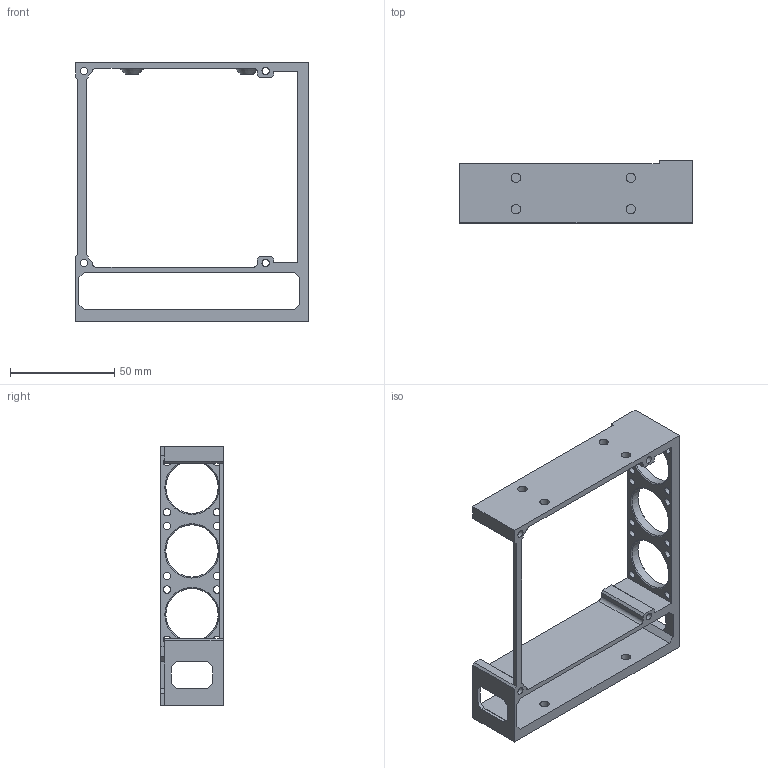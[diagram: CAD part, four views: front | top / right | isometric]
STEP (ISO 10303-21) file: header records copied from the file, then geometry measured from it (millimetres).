
FILE_DESCRIPTION(/* description */ (''),/* implementation_level */ '2;1');
FILE_NAME(/* name */ 'PCK CNC Controller mount.step',/* time_stamp */ '2024-11-17T21:14:35+01:00',/* author */ (''),/* organization */ (''),/* preprocessor_version */ 'ST-DEVELOPER v20',/* originating_system */ 'Autodesk Translation Framework v13.20.0.188',/* authorisation */ '');
FILE_SCHEMA (('AUTOMOTIVE_DESIGN { 1 0 10303 214 3 1 1 }'));
Length unit declared in the file: millimetre
Products named in the file (1): PCK CNC Controller mount
Bounding box: 111.5 x 29.9 x 124 mm (x, y, z)
Volume: 47245.4 mm3; surface area: 31824.1 mm2
Topology: 1 solids, 1 shells, 112 faces, 318 edges, 206 vertices
Faces by surface type: plane 71, cylinder 31, cone 10
Full cylindrical faces by diameter (mm): 3.5 x16, 4.5 x8, 25 x3
Entity records: 3814 total; most frequent: CARTESIAN_POINT 681, ORIENTED_EDGE 636, DIRECTION 616, EDGE_CURVE 318, LINE 238, VECTOR 238, VERTEX_POINT 206, AXIS2_PLACEMENT_3D 189
